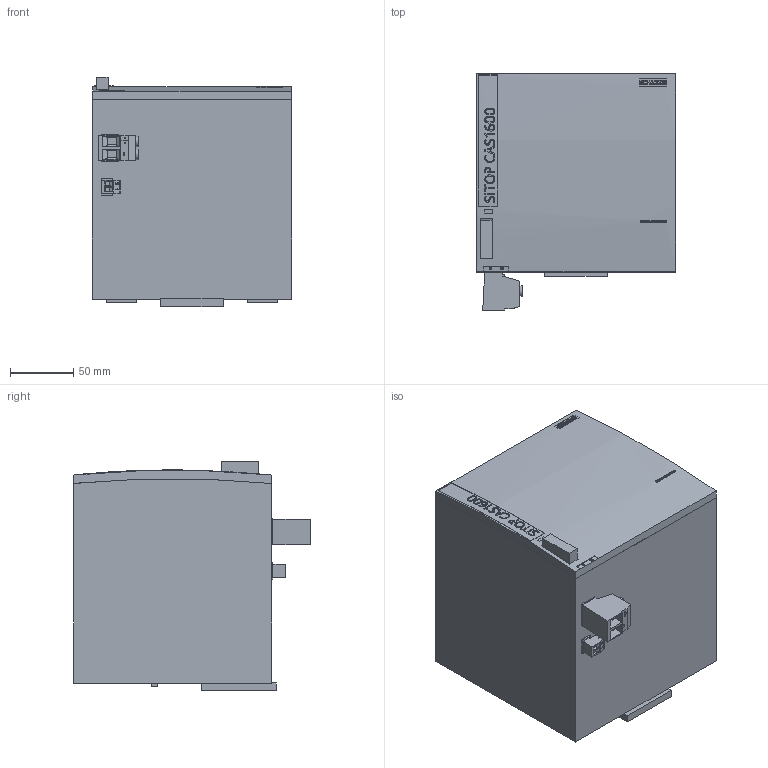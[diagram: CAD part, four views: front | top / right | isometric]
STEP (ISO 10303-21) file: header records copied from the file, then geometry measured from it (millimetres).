
FILE_DESCRIPTION(/* description */ (''),/* implementation_level */ '2;1');
FILE_NAME(/* name */ '6EP4135-0HA00-0AY0_3d.stp',/* time_stamp */ '2025-07-24T12:22:47+03:00',/* author */ (''),/* organization */ (''),/* preprocessor_version */ 'ST-DEVELOPER v20',/* originating_system */ 'SIEMENS PLM Software NX2406.3002',/* authorisation */ '');
FILE_SCHEMA (('AUTOMOTIVE_DESIGN { 1 0 10303 214 3 1 1 1 }'));
Length unit declared in the file: millimetre
Products named in the file (1): A5E54379886T_RS-AA_002_1-6EP4135-0HA00-0AY0-low
Bounding box: 157.1 x 186.78 x 180.69 mm (x, y, z)
Volume: 4119776.5 mm3; surface area: 232407.3 mm2
Topology: 10 solids, 10 shells, 982 faces, 2604 edges, 1733 vertices
Faces by surface type: plane 539, cylinder 285, extrusion 83, cone 53, bspline 18, torus 4
Full cylindrical faces by diameter (mm): 3.783 x2, 4 x2, 6.3 x2, 8.3 x2
Entity records: 42495 total; most frequent: CARTESIAN_POINT 19357, ORIENTED_EDGE 5166, DIRECTION 3842, EDGE_CURVE 2583, VERTEX_POINT 1726, AXIS2_PLACEMENT_3D 1352, B_SPLINE_CURVE_WITH_KNOTS 1148, VECTOR 1138
